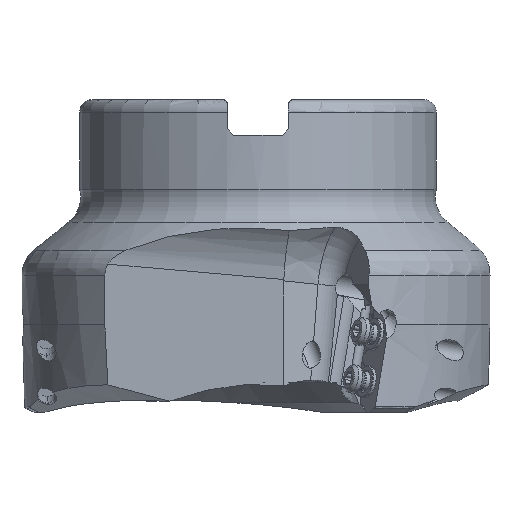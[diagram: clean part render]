
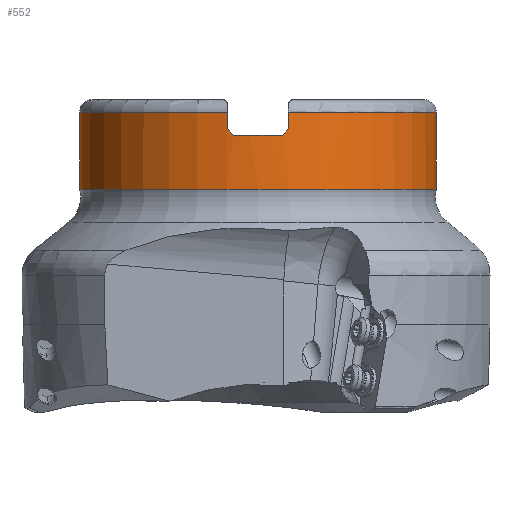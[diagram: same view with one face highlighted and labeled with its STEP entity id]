
A CAD part, front view. The second image highlights one B-rep face of the part: STEP entity #552.
In plain terms, the highlighted cylindrical face has radius 27.815 mm (diameter 55.63 mm), a partial arc.
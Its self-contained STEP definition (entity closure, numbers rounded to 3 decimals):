
#552=ADVANCED_FACE('',(#1229),#919,.T.);
#919=CYLINDRICAL_SURFACE('',#9646,27.815);
#1229=FACE_OUTER_BOUND('',#1684,.T.);
#1684=EDGE_LOOP('',(#4307,#4308,#4309,#4310,#4311,#4312,#4313,#4314,#4315,
#4316,#4317));
#2151=LINE('',#17454,#2541);
#2158=LINE('',#17489,#2548);
#2159=LINE('',#17494,#2549);
#2160=LINE('',#17500,#2550);
#2541=VECTOR('',#11309,1.);
#2548=VECTOR('',#11330,1.);
#2549=VECTOR('',#11333,1.);
#2550=VECTOR('',#11338,1.);
#3047=B_SPLINE_CURVE_WITH_KNOTS('',3,(#17476,#17477,#17478,#17479),
 .UNSPECIFIED.,.F.,.F.,(4,4),(0.,1.),.UNSPECIFIED.);
#3048=B_SPLINE_CURVE_WITH_KNOTS('',3,(#17501,#17502,#17503,#17504),
 .UNSPECIFIED.,.F.,.F.,(4,4),(0.,1.),.UNSPECIFIED.);
#4307=ORIENTED_EDGE('',*,*,#7678,.T.);
#4308=ORIENTED_EDGE('',*,*,#7679,.F.);
#4309=ORIENTED_EDGE('',*,*,#7680,.T.);
#4310=ORIENTED_EDGE('',*,*,#7681,.F.);
#4311=ORIENTED_EDGE('',*,*,#7682,.F.);
#4312=ORIENTED_EDGE('',*,*,#7683,.T.);
#4313=ORIENTED_EDGE('',*,*,#7673,.T.);
#4314=ORIENTED_EDGE('',*,*,#7677,.F.);
#4315=ORIENTED_EDGE('',*,*,#7684,.F.);
#4316=ORIENTED_EDGE('',*,*,#7665,.T.);
#4317=ORIENTED_EDGE('',*,*,#7685,.F.);
#6523=VERTEX_POINT('',#17453);
#6524=VERTEX_POINT('',#17455);
#6530=VERTEX_POINT('',#17480);
#6531=VERTEX_POINT('',#17481);
#6532=VERTEX_POINT('',#17486);
#6533=VERTEX_POINT('',#17490);
#6534=VERTEX_POINT('',#17491);
#6535=VERTEX_POINT('',#17493);
#6536=VERTEX_POINT('',#17495);
#6537=VERTEX_POINT('',#17497);
#6538=VERTEX_POINT('',#17499);
#7665=EDGE_CURVE('',#6524,#6523,#2151,.T.);
#7673=EDGE_CURVE('',#6530,#6531,#3047,.T.);
#7677=EDGE_CURVE('',#6532,#6531,#8679,.T.);
#7678=EDGE_CURVE('',#6533,#6534,#2158,.T.);
#7679=EDGE_CURVE('',#6535,#6534,#8680,.T.);
#7680=EDGE_CURVE('',#6535,#6536,#2159,.T.);
#7681=EDGE_CURVE('',#6537,#6536,#8681,.T.);
#7682=EDGE_CURVE('',#6538,#6537,#8682,.T.);
#7683=EDGE_CURVE('',#6538,#6530,#2160,.T.);
#7684=EDGE_CURVE('',#6524,#6532,#3048,.T.);
#7685=EDGE_CURVE('',#6533,#6523,#8683,.T.);
#8679=CIRCLE('',#9640,27.815);
#8680=CIRCLE('',#9642,27.815);
#8681=CIRCLE('',#9643,27.815);
#8682=CIRCLE('',#9644,27.815);
#8683=CIRCLE('',#9645,27.815);
#9640=AXIS2_PLACEMENT_3D('',#17487,#11326,#11327);
#9642=AXIS2_PLACEMENT_3D('',#17492,#11331,#11332);
#9643=AXIS2_PLACEMENT_3D('',#17496,#11334,#11335);
#9644=AXIS2_PLACEMENT_3D('',#17498,#11336,#11337);
#9645=AXIS2_PLACEMENT_3D('',#17505,#11339,#11340);
#9646=AXIS2_PLACEMENT_3D('',#17506,#11341,#11342);
#11309=DIRECTION('',(0.,0.,1.));
#11326=DIRECTION('',(0.,0.,1.));
#11327=DIRECTION('',(-0.135,-0.991,0.));
#11330=DIRECTION('',(0.,0.,-1.));
#11331=DIRECTION('',(0.,0.,-1.));
#11332=DIRECTION('',(1.,0.,0.));
#11333=DIRECTION('',(0.,0.,1.));
#11334=DIRECTION('',(0.,0.,1.));
#11335=DIRECTION('',(1.,-0.001,0.));
#11336=DIRECTION('',(0.,0.,1.));
#11337=DIRECTION('',(0.171,-0.985,0.));
#11338=DIRECTION('',(0.,0.,-1.));
#11339=DIRECTION('',(0.,0.,1.));
#11340=DIRECTION('',(-1.,0.,0.));
#11341=DIRECTION('',(0.,0.,-1.));
#11342=DIRECTION('',(-1.,0.,0.));
#17453=CARTESIAN_POINT('',(-4.762,-27.404,-2.));
#17454=CARTESIAN_POINT('',(-4.763,-27.404,-4.56));
#17455=CARTESIAN_POINT('',(-4.763,-27.404,-4.56));
#17476=CARTESIAN_POINT('',(4.763,-27.404,-4.56));
#17477=CARTESIAN_POINT('',(4.43,-27.462,-4.893));
#17478=CARTESIAN_POINT('',(4.096,-27.514,-5.226));
#17479=CARTESIAN_POINT('',(3.763,-27.559,-5.56));
#17480=CARTESIAN_POINT('',(4.763,-27.404,-4.56));
#17481=CARTESIAN_POINT('',(3.763,-27.559,-5.56));
#17486=CARTESIAN_POINT('',(-3.763,-27.559,-5.56));
#17487=CARTESIAN_POINT('',(0.,0.,-5.56));
#17489=CARTESIAN_POINT('',(-27.815,0.,-2.));
#17490=CARTESIAN_POINT('',(-27.815,0.,-2.));
#17491=CARTESIAN_POINT('',(-27.815,0.,-14.));
#17492=CARTESIAN_POINT('',(0.,0.,-14.));
#17493=CARTESIAN_POINT('',(27.815,0.,-14.));
#17494=CARTESIAN_POINT('',(27.815,0.,-14.));
#17495=CARTESIAN_POINT('',(27.815,0.,-2.));
#17496=CARTESIAN_POINT('',(0.,0.,-2.));
#17497=CARTESIAN_POINT('',(27.815,-0.022,-2.));
#17498=CARTESIAN_POINT('',(0.,0.,-2.));
#17499=CARTESIAN_POINT('',(4.763,-27.404,-2.));
#17500=CARTESIAN_POINT('',(4.763,-27.404,-2.));
#17501=CARTESIAN_POINT('',(-4.763,-27.404,-4.56));
#17502=CARTESIAN_POINT('',(-4.43,-27.462,-4.893));
#17503=CARTESIAN_POINT('',(-4.096,-27.514,-5.226));
#17504=CARTESIAN_POINT('',(-3.763,-27.559,-5.56));
#17505=CARTESIAN_POINT('',(0.,0.,-2.));
#17506=CARTESIAN_POINT('',(0.,0.,-1.76));
